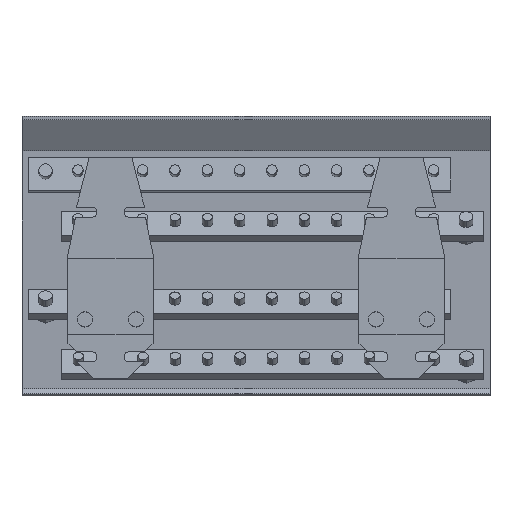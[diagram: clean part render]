
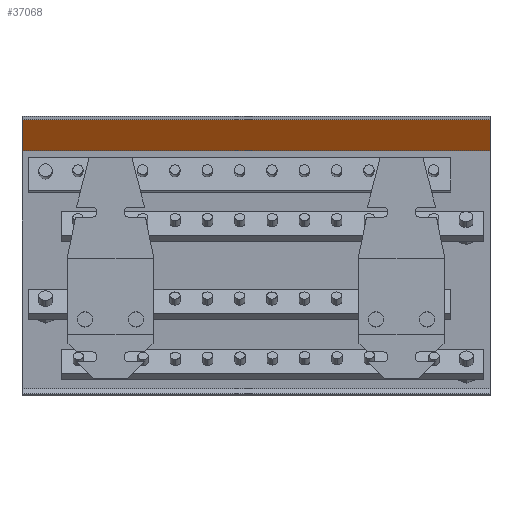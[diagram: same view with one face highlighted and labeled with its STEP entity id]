
A CAD part, front view. The second image highlights one B-rep face of the part: STEP entity #37068.
In plain terms, the highlighted planar face has unit normal (0, -0.836, -0.549).
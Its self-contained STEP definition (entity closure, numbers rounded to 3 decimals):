
#91 = VECTOR ( 'NONE', #16889, 1000. ) ;
#376 = LINE ( 'NONE', #17047, #91 ) ;
#760 = VECTOR ( 'NONE', #19899, 1000. ) ;
#803 = LINE ( 'NONE', #20316, #760 ) ;
#2408 = VECTOR ( 'NONE', #27741, 1000. ) ;
#2684 = LINE ( 'NONE', #27673, #2408 ) ;
#4376 = CARTESIAN_POINT ( 'NONE',  ( -215., 37.644, 120.062 ) ) ;
#4851 = VERTEX_POINT ( 'NONE', #46048 ) ;
#6062 = VERTEX_POINT ( 'NONE', #36875 ) ;
#14523 = VERTEX_POINT ( 'NONE', #26198 ) ;
#16889 = DIRECTION ( 'NONE',  ( 0., -0.549, 0.836 ) ) ;
#17047 = CARTESIAN_POINT ( 'NONE',  ( 60., 49.713, 101.668 ) ) ;
#19899 = DIRECTION ( 'NONE',  ( 0., -0.549, 0.836 ) ) ;
#20316 = CARTESIAN_POINT ( 'NONE',  ( -215., 49.713, 101.668 ) ) ;
#26198 = CARTESIAN_POINT ( 'NONE',  ( 60., 37.644, 120.062 ) ) ;
#27673 = CARTESIAN_POINT ( 'NONE',  ( 60., 37.644, 120.062 ) ) ;
#27741 = DIRECTION ( 'NONE',  ( -1., 0., 0. ) ) ;
#32407 = VERTEX_POINT ( 'NONE', #4376 ) ;
#35667 = EDGE_LOOP ( 'NONE', ( #59298, #59959, #60830, #61179 ) ) ;
#36875 = CARTESIAN_POINT ( 'NONE',  ( -215., 49.713, 101.668 ) ) ;
#37068 = ADVANCED_FACE ( 'NONE', ( #61376 ), #50359, .T. ) ;
#37397 = VECTOR ( 'NONE', #43223, 1000. ) ;
#37441 = LINE ( 'NONE', #44254, #37397 ) ;
#40070 = EDGE_CURVE ( 'NONE', #4851, #6062, #37441, .T. ) ;
#43223 = DIRECTION ( 'NONE',  ( -1., 0., 0. ) ) ;
#44254 = CARTESIAN_POINT ( 'NONE',  ( 60., 49.713, 101.668 ) ) ;
#44485 = EDGE_CURVE ( 'NONE', #14523, #32407, #2684, .T. ) ;
#44755 = EDGE_CURVE ( 'NONE', #6062, #32407, #803, .T. ) ;
#44835 = EDGE_CURVE ( 'NONE', #4851, #14523, #376, .T. ) ;
#46048 = CARTESIAN_POINT ( 'NONE',  ( 60., 49.713, 101.668 ) ) ;
#50155 = DIRECTION ( 'NONE',  ( 0., 0.549, -0.836 ) ) ;
#50222 = DIRECTION ( 'NONE',  ( 0., -0.836, -0.549 ) ) ;
#50359 = PLANE ( 'NONE',  #57900 ) ;
#50562 = CARTESIAN_POINT ( 'NONE',  ( 60., 49.713, 101.668 ) ) ;
#57900 = AXIS2_PLACEMENT_3D ( 'NONE', #50562, #50222, #50155 ) ;
#59298 = ORIENTED_EDGE ( 'NONE', *, *, #44755, .F. ) ;
#59959 = ORIENTED_EDGE ( 'NONE', *, *, #40070, .F. ) ;
#60830 = ORIENTED_EDGE ( 'NONE', *, *, #44835, .T. ) ;
#61179 = ORIENTED_EDGE ( 'NONE', *, *, #44485, .T. ) ;
#61376 = FACE_OUTER_BOUND ( 'NONE', #35667, .T. ) ;
